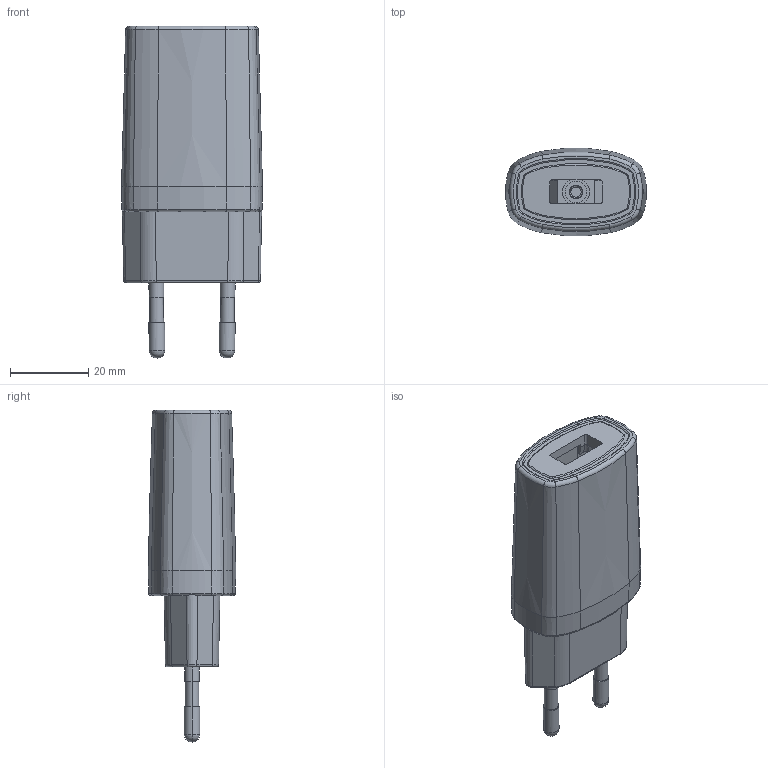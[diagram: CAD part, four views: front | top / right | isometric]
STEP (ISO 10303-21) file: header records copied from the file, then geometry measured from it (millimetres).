
FILE_DESCRIPTION((''),'2;1');
FILE_NAME('GT-83083-0505-USB-W2E_ASM','2022-07-26T11:53:51',('rd05'),(''),'CREO PARAMETRIC BY PTC INC, 2018050','CREO PARAMETRIC BY PTC INC, 2018050','');
FILE_SCHEMA(('CONFIG_CONTROL_DESIGN','GEOMETRIC_VALIDATION_PROPERTIES_MIM'));
Length unit declared in the file: millimetre
Products named in the file (12): BOTTOM-CASE; GT-83083-BOTTOM-CASE_ASM; PRT0002_3_1; PRT0003_2_1; PRT0004_2_1; GT-83083-BRACKET_ASM; PIN; GT-83083-PIN_ASM; TOP-CASE; GT-83083-TOP-CASE_ASM; GT-83083-0505-USB-W2E-1_ASM; GT-83083-0505-USB-W2E_ASM
Assembly tree (12 placements, depth 6):
  GT-83083-0505-USB-W2E_ASM
    GT-83083-0505-USB-W2E-1_ASM
      GT-83083-BOTTOM-CASE_ASM
        BOTTOM-CASE
      GT-83083-TOP-CASE_ASM
        GT-83083-PIN_ASM
          GT-83083-BRACKET_ASM
            PRT0002_3_1
            PRT0003_2_1
            PRT0004_2_1
          PIN  x2
        TOP-CASE
Bounding box: 36 x 22.31 x 84.82 mm (x, y, z)
Volume: 14671.2 mm3; surface area: 16754.9 mm2
Topology: 7 solids, 7 shells, 474 faces, 1265 edges, 818 vertices
Faces by surface type: plane 173, cylinder 116, cone 104, torus 60, bspline 17, sphere 4
Entity records: 16153 total; most frequent: CARTESIAN_POINT 3813, DIRECTION 2622, ORIENTED_EDGE 2454, EDGE_CURVE 1227, AXIS2_PLACEMENT_3D 1043, VERTEX_POINT 795, CIRCLE 567, VECTOR 536
